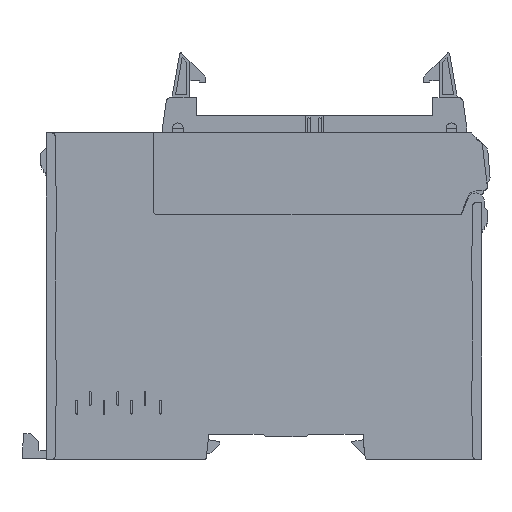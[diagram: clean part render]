
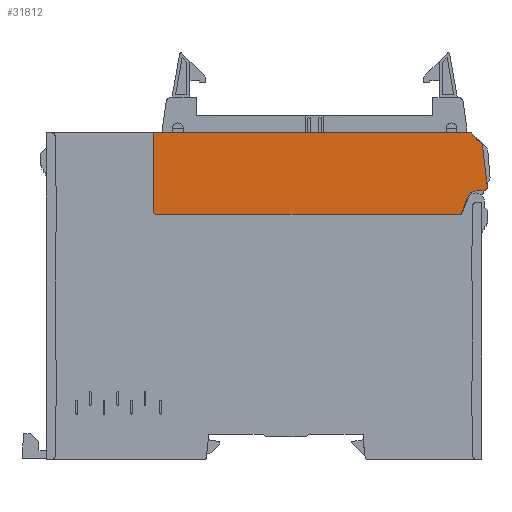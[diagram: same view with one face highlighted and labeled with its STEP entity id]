
A CAD part, left-side view. The second image highlights one B-rep face of the part: STEP entity #31812.
In plain terms, the highlighted planar face has unit normal (-1, 0, 0).
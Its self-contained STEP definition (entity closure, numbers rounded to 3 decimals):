
#7618=DIRECTION('',(0.,0.,-1.));
#7619=VECTOR('',#7618,18.2);
#7620=CARTESIAN_POINT('',(-5.87,25.3,75.));
#7621=LINE('',#7620,#7619);
#7630=DIRECTION('',(0.,0.,-1.));
#7631=VECTOR('',#7630,0.5);
#7632=CARTESIAN_POINT('',(-5.87,-48.737,73.88));
#7633=LINE('',#7632,#7631);
#7634=CARTESIAN_POINT('',(-5.87,-48.738,71.91));
#7635=DIRECTION('',(1.,0.,0.));
#7636=DIRECTION('',(0.,0.,1.));
#7637=AXIS2_PLACEMENT_3D('',#7634,#7635,#7636);
#7639=DIRECTION('',(0.,-0.122,-0.993));
#7640=VECTOR('',#7639,9.367);
#7641=CARTESIAN_POINT('',(-5.87,-50.197,72.089));
#7642=LINE('',#7641,#7640);
#7643=CARTESIAN_POINT('',(-5.87,-50.346,62.67));
#7644=DIRECTION('',(1.,0.,0.));
#7645=DIRECTION('',(0.,-0.993,0.122));
#7646=AXIS2_PLACEMENT_3D('',#7643,#7644,#7645);
#7648=CARTESIAN_POINT('',(-5.87,-50.346,62.67));
#7649=DIRECTION('',(1.,0.,0.));
#7650=DIRECTION('',(0.,-1.,0.));
#7651=AXIS2_PLACEMENT_3D('',#7648,#7649,#7650);
#7653=DIRECTION('',(0.,1.,0.));
#7654=VECTOR('',#7653,1.586);
#7655=CARTESIAN_POINT('',(-5.87,-50.346,61.67));
#7656=LINE('',#7655,#7654);
#7657=CARTESIAN_POINT('',(-5.87,-48.759,59.67));
#7658=DIRECTION('',(-1.,0.,0.));
#7659=DIRECTION('',(0.,0.,1.));
#7660=AXIS2_PLACEMENT_3D('',#7657,#7658,#7659);
#7662=DIRECTION('',(0.,0.37,-0.929));
#7663=VECTOR('',#7662,4.422);
#7664=CARTESIAN_POINT('',(-5.87,-46.901,60.409));
#7665=LINE('',#7664,#7663);
#7666=DIRECTION('',(0.,1.,0.));
#7667=VECTOR('',#7666,70.067);
#7668=CARTESIAN_POINT('',(-5.87,-45.267,56.3));
#7669=LINE('',#7668,#7667);
#7670=DIRECTION('',(0.,0.707,0.707));
#7671=VECTOR('',#7670,0.707);
#7672=CARTESIAN_POINT('',(-5.87,24.8,56.3));
#7673=LINE('',#7672,#7671);
#7674=DIRECTION('',(0.,-1.,0.));
#7675=VECTOR('',#7674,72.917);
#7676=CARTESIAN_POINT('',(-5.87,25.3,75.));
#7677=LINE('',#7676,#7675);
#7678=DIRECTION('',(0.,-0.707,-0.707));
#7679=VECTOR('',#7678,1.584);
#7680=CARTESIAN_POINT('',(-5.87,-47.617,75.));
#7681=LINE('',#7680,#7679);
#16480=CARTESIAN_POINT('',(-5.87,-47.617,75.));
#16481=VERTEX_POINT('',#16480);
#16482=CARTESIAN_POINT('',(-5.87,25.3,75.));
#16483=VERTEX_POINT('',#16482);
#18529=CARTESIAN_POINT('',(-5.87,25.3,56.8));
#18530=VERTEX_POINT('',#18529);
#18557=CARTESIAN_POINT('',(-5.87,24.8,56.3));
#18558=VERTEX_POINT('',#18557);
#18559=CARTESIAN_POINT('',(-5.87,-45.267,56.3));
#18560=VERTEX_POINT('',#18559);
#18569=CARTESIAN_POINT('',(-5.87,-48.737,73.88));
#18570=CARTESIAN_POINT('',(-5.87,-48.737,73.38));
#18571=VERTEX_POINT('',#18569);
#18572=VERTEX_POINT('',#18570);
#18573=CARTESIAN_POINT('',(-5.87,-50.197,72.089));
#18574=VERTEX_POINT('',#18573);
#18575=CARTESIAN_POINT('',(-5.87,-51.338,62.792));
#18576=VERTEX_POINT('',#18575);
#18577=CARTESIAN_POINT('',(-5.87,-51.346,62.67));
#18578=CARTESIAN_POINT('',(-5.87,-50.346,61.67));
#18579=VERTEX_POINT('',#18577);
#18580=VERTEX_POINT('',#18578);
#18581=CARTESIAN_POINT('',(-5.87,-48.759,61.67));
#18582=VERTEX_POINT('',#18581);
#18583=CARTESIAN_POINT('',(-5.87,-46.901,60.409));
#18584=VERTEX_POINT('',#18583);
#31784=CARTESIAN_POINT('',(-5.87,0.,75.));
#31785=DIRECTION('',(-1.,0.,0.));
#31786=DIRECTION('',(0.,-1.,0.));
#31787=AXIS2_PLACEMENT_3D('',#31784,#31785,#31786);
#31788=PLANE('',#31787);
#31790=ORIENTED_EDGE('',*,*,#31789,.T.);
#31792=ORIENTED_EDGE('',*,*,#31791,.T.);
#31794=ORIENTED_EDGE('',*,*,#31793,.T.);
#31795=ORIENTED_EDGE('',*,*,#25452,.T.);
#31796=ORIENTED_EDGE('',*,*,#25450,.T.);
#31798=ORIENTED_EDGE('',*,*,#31797,.T.);
#31800=ORIENTED_EDGE('',*,*,#31799,.T.);
#31802=ORIENTED_EDGE('',*,*,#31801,.T.);
#31803=ORIENTED_EDGE('',*,*,#26832,.T.);
#31805=ORIENTED_EDGE('',*,*,#31804,.T.);
#31806=ORIENTED_EDGE('',*,*,#31772,.F.);
#31807=ORIENTED_EDGE('',*,*,#23017,.T.);
#31809=ORIENTED_EDGE('',*,*,#31808,.T.);
#31810=EDGE_LOOP('',(#31790,#31792,#31794,#31795,#31796,#31798,#31800,#31802,
#31803,#31805,#31806,#31807,#31809));
#31811=FACE_OUTER_BOUND('',#31810,.F.);
#31812=ADVANCED_FACE('',(#31811),#31788,.T.);
#7638=CIRCLE('',#7637,1.47);
#7647=CIRCLE('',#7646,1.);
#7652=CIRCLE('',#7651,1.);
#7661=CIRCLE('',#7660,2.);
#23017=EDGE_CURVE('',#16483,#16481,#7677,.T.);
#25450=EDGE_CURVE('',#18579,#18580,#7652,.T.);
#25452=EDGE_CURVE('',#18576,#18579,#7647,.T.);
#26832=EDGE_CURVE('',#18560,#18558,#7669,.T.);
#31772=EDGE_CURVE('',#16483,#18530,#7621,.T.);
#31789=EDGE_CURVE('',#18571,#18572,#7633,.T.);
#31791=EDGE_CURVE('',#18572,#18574,#7638,.T.);
#31793=EDGE_CURVE('',#18574,#18576,#7642,.T.);
#31797=EDGE_CURVE('',#18580,#18582,#7656,.T.);
#31799=EDGE_CURVE('',#18582,#18584,#7661,.T.);
#31801=EDGE_CURVE('',#18584,#18560,#7665,.T.);
#31804=EDGE_CURVE('',#18558,#18530,#7673,.T.);
#31808=EDGE_CURVE('',#16481,#18571,#7681,.T.);
